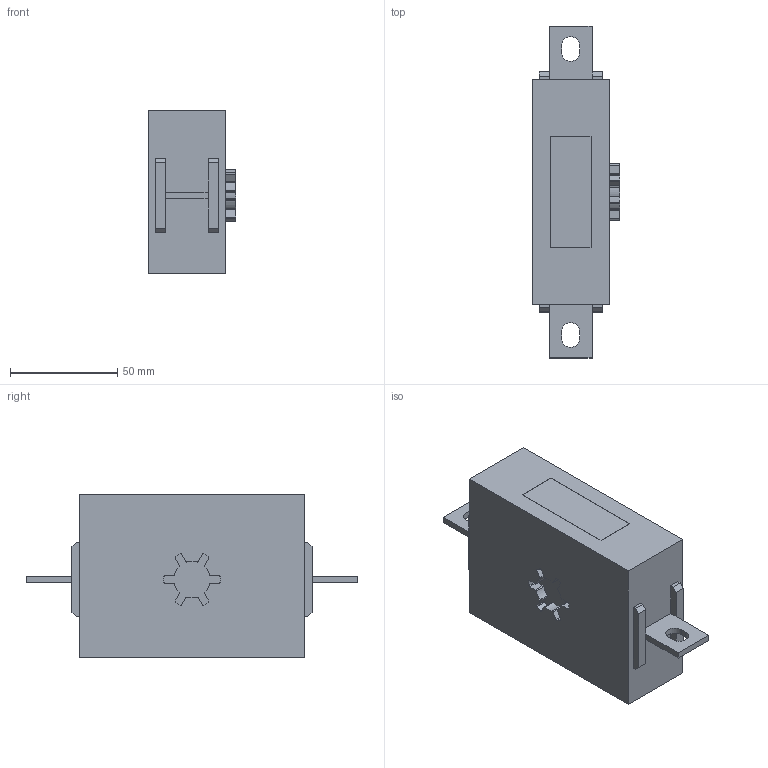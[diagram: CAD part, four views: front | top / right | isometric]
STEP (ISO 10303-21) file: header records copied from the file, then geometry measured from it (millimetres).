
FILE_DESCRIPTION((''),'2;1');
FILE_NAME('3d_GLX300.stp','2022-04-22T12:53:23',(''),(''),'Mechanical Desktop 2009','Mechanical Desktop 2009',', , ');
FILE_SCHEMA(('CONFIG_CONTROL_DESIGN'));
Length unit declared in the file: millimetre
Products named in the file (1): Product
Bounding box: 41 x 154.9 x 76.3 mm (x, y, z)
Volume: 293030.4 mm3; surface area: 33264.2 mm2
Topology: 1 solids, 1 shells, 159 faces, 448 edges, 296 vertices
Faces by surface type: cylinder 74, plane 65, bspline 20
Entity records: 5299 total; most frequent: CARTESIAN_POINT 992, ORIENTED_EDGE 896, DIRECTION 880, EDGE_CURVE 448, VERTEX_POINT 296, VECTOR 296, LINE 296, AXIS2_PLACEMENT_3D 292
